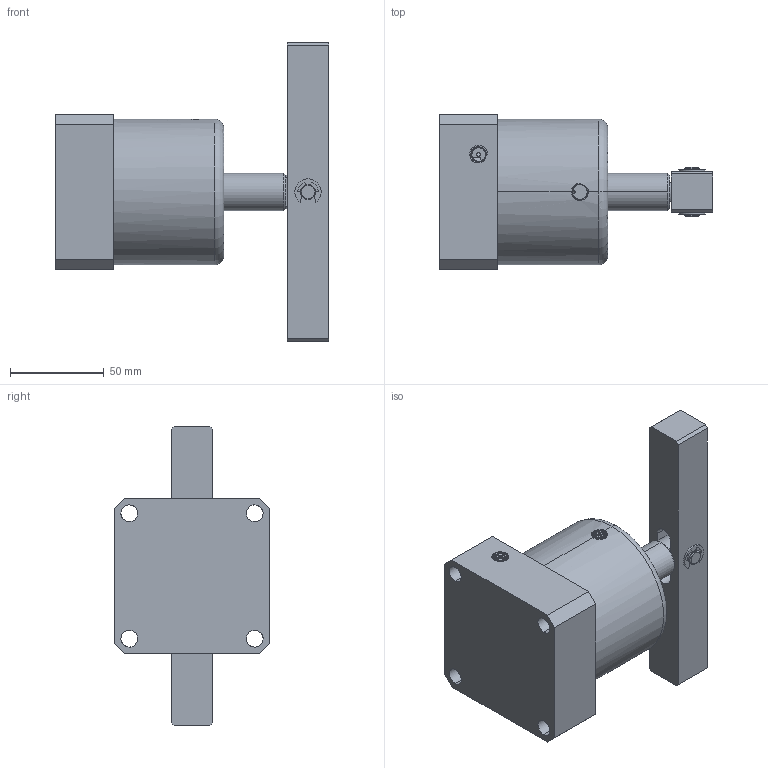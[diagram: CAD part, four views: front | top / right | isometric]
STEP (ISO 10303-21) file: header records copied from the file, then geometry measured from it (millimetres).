
FILE_DESCRIPTION (( 'STEP AP203' ), '1' );
FILE_NAME ('ASC-63D.STEP', '2019-05-18T08:00:04', ( 'User' ), ( 'china' ), 'SwSTEP 2.0', 'SolidWorks 2018', '' );
FILE_SCHEMA (( 'CONFIG_CONTROL_DESIGN' ));
Length unit declared in the file: millimetre
Products named in the file (6): ASC-63BT; 63D活塞杆; ASC-63DYB; 种隊; KKDC; ASC-63D
Assembly tree (6 placements, depth 2):
  ASC-63D
    ASC-63BT
    63D活塞杆
    ASC-63DYB
    种隊
    KKDC  x2
Bounding box: 146 x 83 x 160 mm (x, y, z)
Volume: 474683.6 mm3; surface area: 89059.9 mm2
Topology: 6 solids, 6 shells, 184 faces, 547 edges, 384 vertices
Faces by surface type: cylinder 85, plane 56, cone 28, bspline 13, torus 2
Entity records: 15244 total; most frequent: CARTESIAN_POINT 10433, ORIENTED_EDGE 998, DIRECTION 673, EDGE_CURVE 499, VERTEX_POINT 352, AXIS2_PLACEMENT_3D 253, B_SPLINE_CURVE_WITH_KNOTS 241, EDGE_LOOP 193
